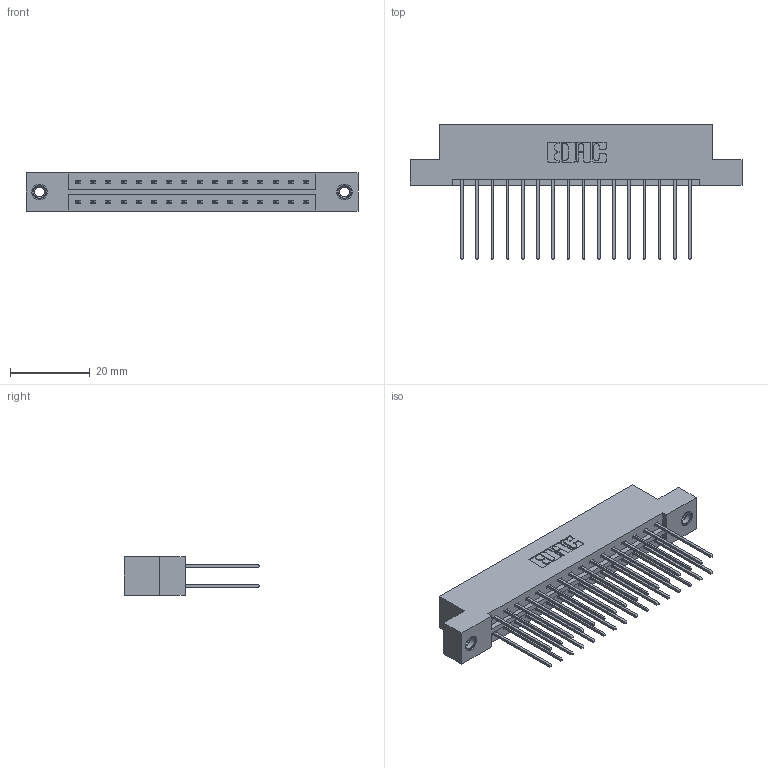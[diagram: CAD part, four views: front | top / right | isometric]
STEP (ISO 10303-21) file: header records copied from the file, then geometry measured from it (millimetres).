
FILE_DESCRIPTION (( 'STEP AP203' ), '1' );
FILE_NAME ('379-032-541-207.STEP', '2020-09-30T17:12:49', ( '' ), ( '' ), 'SwSTEP 2.0', 'SolidWorks 2020', '' );
FILE_SCHEMA (( 'CONFIG_CONTROL_DESIGN' ));
Length unit declared in the file: inch
Products named in the file (4): 345-250-001_345-250-005-103; 379-032-541-207; 379 Part_Flush - .156 Dia - TI; 345-292-001_345-293-141
Assembly tree (35 placements, depth 2):
  379-032-541-207
    379 Part_Flush - .156 Dia - TI
    345-292-001_345-293-141  x32
    345-250-001_345-250-005-103  x2
Bounding box: 83.19 x 33.96 x 9.53 mm (x, y, z)
Volume: 8705 mm3; surface area: 10496.9 mm2
Topology: 35 solids, 35 shells, 1838 faces, 5407 edges, 3554 vertices
Faces by surface type: plane 1254, cylinder 568, cone 12, torus 4
Entity records: 14860 total; most frequent: CARTESIAN_POINT 2477, ORIENTED_EDGE 2406, DIRECTION 2193, EDGE_CURVE 1203, LINE 1055, VECTOR 1055, VERTEX_POINT 796, AXIS2_PLACEMENT_3D 569
